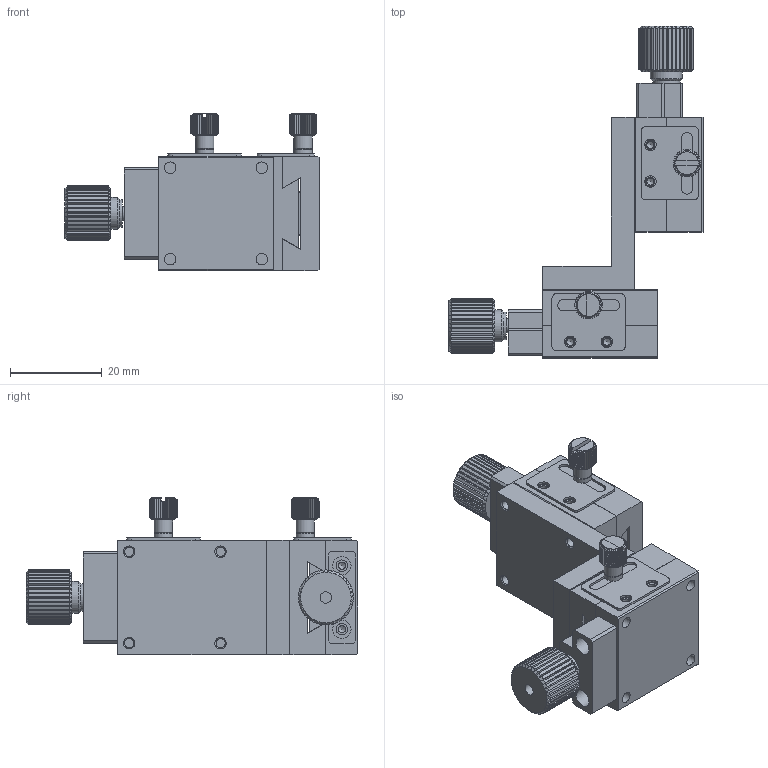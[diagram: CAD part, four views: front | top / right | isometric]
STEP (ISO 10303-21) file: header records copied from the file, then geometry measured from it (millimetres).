
FILE_DESCRIPTION (( 'STEP AP203' ), '1' );
FILE_NAME ('528818.STEP', '2024-10-15T09:10:14', ( 'Windows User' ), ( 'P R C' ), 'SwSTEP 2.0', 'SolidWorks 2020', '' );
FILE_SCHEMA (( 'CONFIG_CONTROL_DESIGN' ));
Length unit declared in the file: millimetre
Products named in the file (1): 528818
Bounding box: 55.5 x 72.5 x 34.5 mm (x, y, z)
Volume: 26910.7 mm3; surface area: 20672 mm2
Topology: 7 solids, 9 shells, 1212 faces, 2760 edges, 1620 vertices
Faces by surface type: plane 516, cone 402, cylinder 292, bspline 2
Full cylindrical faces by diameter (mm): 1.567 x36, 2 x2, 2.013 x6, 2.2 x4, 2.459 x8, 2.5 x20, 3 x4, 4 x16, 4.2 x8, 6 x4, 7 x2
Entity records: 32543 total; most frequent: CARTESIAN_POINT 7279, DIRECTION 5192, ORIENTED_EDGE 4974, EDGE_CURVE 2487, AXIS2_PLACEMENT_3D 2154, VERTEX_POINT 1545, EDGE_LOOP 1520, FACE_OUTER_BOUND 1322
